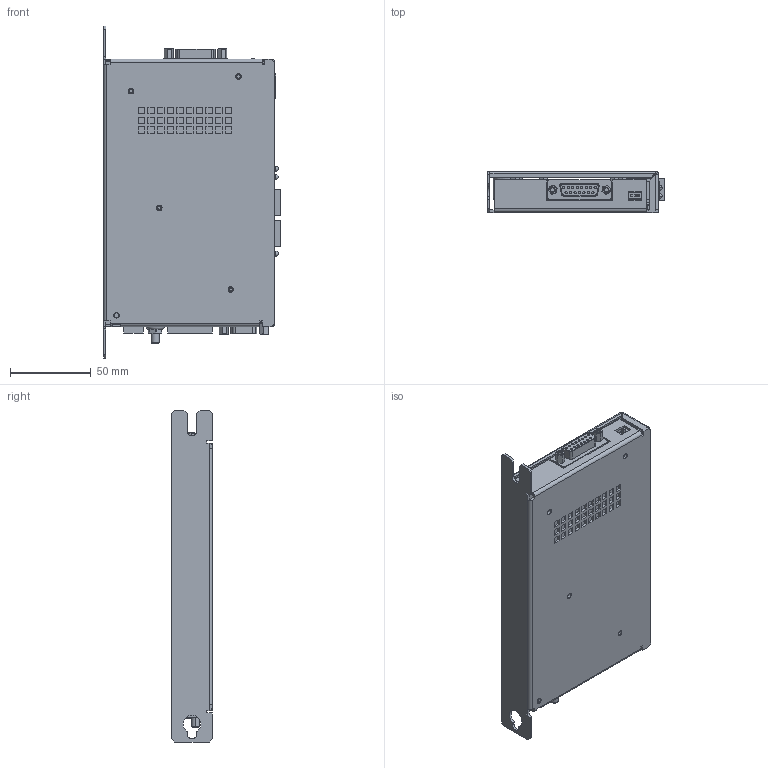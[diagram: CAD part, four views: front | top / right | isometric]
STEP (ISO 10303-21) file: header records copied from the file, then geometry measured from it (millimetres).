
FILE_DESCRIPTION (( 'STEP AP214' ), '1' );
FILE_NAME ('C1200_0S.STEP', '2014-03-28T16:06:06', ( '' ), ( '' ), 'SwSTEP 2.0', 'SolidWorks 2010', '' );
FILE_SCHEMA (( 'AUTOMOTIVE_DESIGN' ));
Length unit declared in the file: millimetre
Products named in the file (1): C1200_0S
Bounding box: 109.75 x 25.3 x 206 mm (x, y, z)
Volume: 121256.2 mm3; surface area: 145629.8 mm2
Topology: 1 solids, 15 shells, 1891 faces, 4608 edges, 2945 vertices
Faces by surface type: plane 1143, cylinder 550, cone 126, torus 58, sphere 12, bspline 2
Entity records: 76333 total; most frequent: CARTESIAN_POINT 10021, DIRECTION 9558, ORIENTED_EDGE 9168, EDGE_CURVE 4584, AXIS2_PLACEMENT_3D 3212, LINE 3134, VECTOR 3134, VERTEX_POINT 2933
